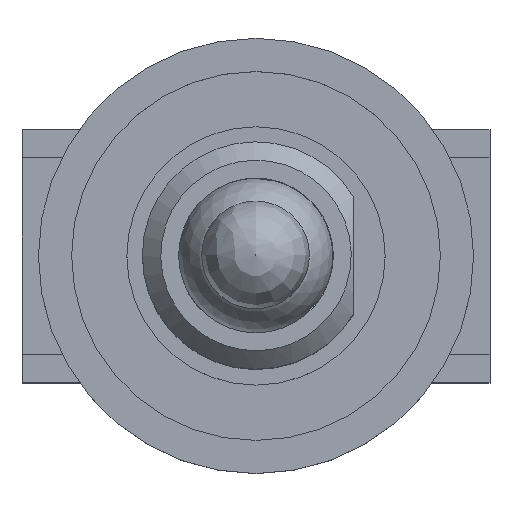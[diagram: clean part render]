
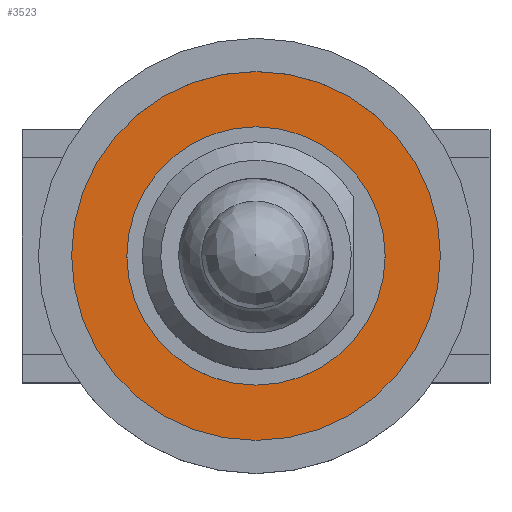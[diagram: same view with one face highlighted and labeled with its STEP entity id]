
A CAD part, top view. The second image highlights one B-rep face of the part: STEP entity #3523.
In plain terms, the highlighted planar face has unit normal (0, 0, 1).
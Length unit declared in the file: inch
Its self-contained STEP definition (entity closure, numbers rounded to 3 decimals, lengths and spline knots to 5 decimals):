
#37=FACE_BOUND('',#1209,.T.);
#990=FACE_OUTER_BOUND('',#1208,.T.);
#1208=EDGE_LOOP('',(#2691));
#1209=EDGE_LOOP('',(#2692));
#1390=CIRCLE('',#3832,0.13799);
#1393=CIRCLE('',#3836,0.19705);
#1580=VERTEX_POINT('',#5640);
#1583=VERTEX_POINT('',#5648);
#1981=EDGE_CURVE('',#1580,#1580,#1390,.T.);
#1986=EDGE_CURVE('',#1583,#1583,#1393,.T.);
#2691=ORIENTED_EDGE('',*,*,#1986,.T.);
#2692=ORIENTED_EDGE('',*,*,#1981,.F.);
#3331=PLANE('',#3837);
#3523=ADVANCED_FACE('',(#990,#37),#3331,.F.);
#3832=AXIS2_PLACEMENT_3D('',#5641,#4492,#4493);
#3836=AXIS2_PLACEMENT_3D('',#5650,#4502,#4503);
#3837=AXIS2_PLACEMENT_3D('',#5651,#4504,#4505);
#4492=DIRECTION('center_axis',(0.,0.,
1.));
#4493=DIRECTION('ref_axis',(1.,0.,0.));
#4502=DIRECTION('center_axis',(0.,0.,
1.));
#4503=DIRECTION('ref_axis',(1.,0.,0.));
#4504=DIRECTION('center_axis',(0.,0.,
-1.));
#4505=DIRECTION('ref_axis',(1.,0.,0.));
#5640=CARTESIAN_POINT('',(-0.13799,0.,0.39921));
#5641=CARTESIAN_POINT('Origin',(0.,0.,
0.39921));
#5648=CARTESIAN_POINT('',(-0.19705,0.,0.39921));
#5650=CARTESIAN_POINT('Origin',(0.,0.,
0.39921));
#5651=CARTESIAN_POINT('Origin',(0.,0.,
0.39921));
